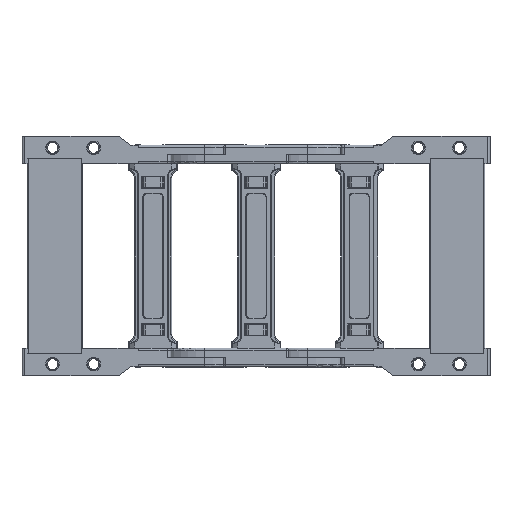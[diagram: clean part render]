
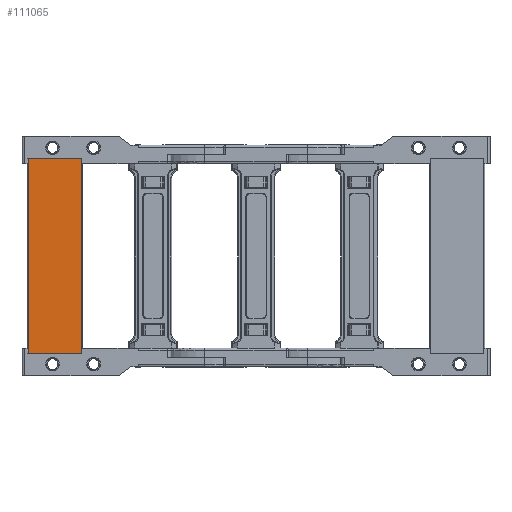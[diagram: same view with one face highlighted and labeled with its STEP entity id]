
A CAD part, front view. The second image highlights one B-rep face of the part: STEP entity #111065.
In plain terms, the highlighted planar face has unit normal (0, -1, 0).
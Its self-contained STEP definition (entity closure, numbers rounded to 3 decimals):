
#610 = CARTESIAN_POINT ( 'NONE',  ( -129.654, 69.874, -35.166 ) ) ;
#16223 = VECTOR ( 'NONE', #51861, 1000. ) ;
#17080 = CARTESIAN_POINT ( 'NONE',  ( -158.79, 69.874, -35.166 ) ) ;
#22091 = DIRECTION ( 'NONE',  ( -1., 0., 0. ) ) ;
#24707 = AXIS2_PLACEMENT_3D ( 'NONE', #610, #114927, #43264 ) ;
#26354 = EDGE_CURVE ( 'NONE', #132971, #150026, #111405, .T. ) ;
#32612 = FACE_OUTER_BOUND ( 'NONE', #181094, .T. ) ;
#43264 = DIRECTION ( 'NONE',  ( -1., 0., 0. ) ) ;
#51861 = DIRECTION ( 'NONE',  ( 0., 0., 1. ) ) ;
#55315 = CARTESIAN_POINT ( 'NONE',  ( -129.654, 69.874, 71.934 ) ) ;
#63121 = DIRECTION ( 'NONE',  ( 0., 0., 1. ) ) ;
#63453 = CARTESIAN_POINT ( 'NONE',  ( -129.654, 69.874, 71.934 ) ) ;
#73152 = VECTOR ( 'NONE', #63121, 1000. ) ;
#74274 = ORIENTED_EDGE ( 'NONE', *, *, #97496, .T. ) ;
#84756 = PLANE ( 'NONE',  #24707 ) ;
#85895 = LINE ( 'NONE', #123510, #16223 ) ;
#90403 = ORIENTED_EDGE ( 'NONE', *, *, #26354, .T. ) ;
#97496 = EDGE_CURVE ( 'NONE', #150026, #118259, #162948, .T. ) ;
#111065 = ADVANCED_FACE ( 'NONE', ( #32612 ), #84756, .T. ) ;
#111405 = LINE ( 'NONE', #149367, #73152 ) ;
#114927 = DIRECTION ( 'NONE',  ( 0., -1., 0. ) ) ;
#118259 = VERTEX_POINT ( 'NONE', #159774 ) ;
#119540 = EDGE_CURVE ( 'NONE', #132971, #125986, #176681, .T. ) ;
#123185 = CARTESIAN_POINT ( 'NONE',  ( -129.654, 69.874, -35.166 ) ) ;
#123510 = CARTESIAN_POINT ( 'NONE',  ( -158.79, 69.874, -35.166 ) ) ;
#124545 = VECTOR ( 'NONE', #125726, 1000. ) ;
#125726 = DIRECTION ( 'NONE',  ( -1., 0., 0. ) ) ;
#125986 = VERTEX_POINT ( 'NONE', #17080 ) ;
#128217 = CARTESIAN_POINT ( 'NONE',  ( -129.654, 69.874, -35.166 ) ) ;
#132971 = VERTEX_POINT ( 'NONE', #128217 ) ;
#136242 = VECTOR ( 'NONE', #22091, 1000. ) ;
#137526 = ORIENTED_EDGE ( 'NONE', *, *, #137783, .F. ) ;
#137783 = EDGE_CURVE ( 'NONE', #125986, #118259, #85895, .T. ) ;
#149367 = CARTESIAN_POINT ( 'NONE',  ( -129.654, 69.874, -35.166 ) ) ;
#150026 = VERTEX_POINT ( 'NONE', #63453 ) ;
#157122 = ORIENTED_EDGE ( 'NONE', *, *, #119540, .F. ) ;
#159774 = CARTESIAN_POINT ( 'NONE',  ( -158.79, 69.874, 71.934 ) ) ;
#162948 = LINE ( 'NONE', #55315, #124545 ) ;
#176681 = LINE ( 'NONE', #123185, #136242 ) ;
#181094 = EDGE_LOOP ( 'NONE', ( #90403, #74274, #137526, #157122 ) ) ;
